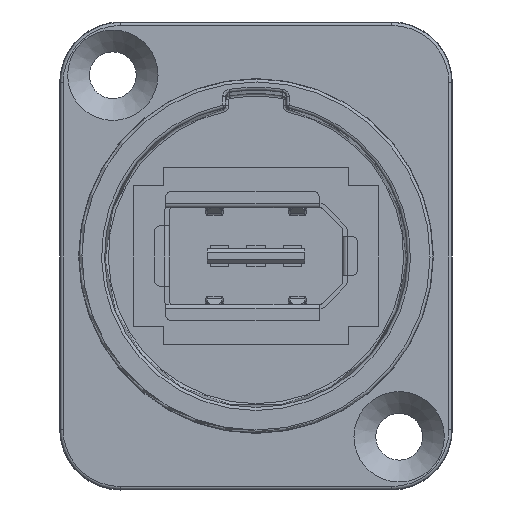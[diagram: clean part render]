
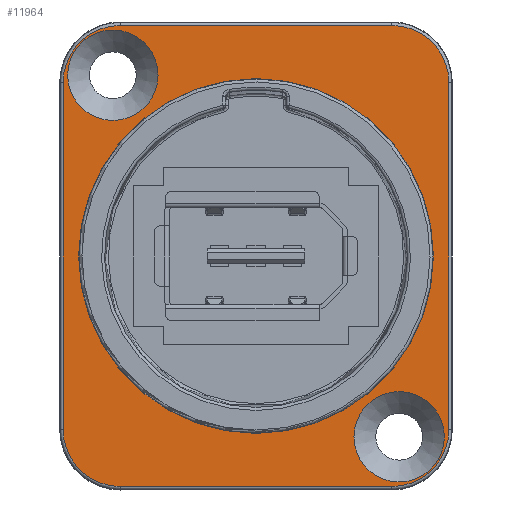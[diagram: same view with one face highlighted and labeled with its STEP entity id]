
A CAD part, front view. The second image highlights one B-rep face of the part: STEP entity #11964.
In plain terms, the highlighted planar face has unit normal (0, -1, 0).
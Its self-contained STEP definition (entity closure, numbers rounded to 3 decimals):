
#143=FACE_BOUND('',#1726,.T.);
#144=FACE_BOUND('',#1727,.T.);
#145=FACE_BOUND('',#1728,.T.);
#460=PLANE('',#12853);
#1097=FACE_OUTER_BOUND('',#1725,.T.);
#1725=EDGE_LOOP('',(#10126,#10127,#10128,#10129,#10130,#10131,#10132,#10133));
#1726=EDGE_LOOP('',(#10134));
#1727=EDGE_LOOP('',(#10135));
#1728=EDGE_LOOP('',(#10136));
#2025=CIRCLE('',#12854,3.803);
#2026=CIRCLE('',#12855,3.803);
#2027=CIRCLE('',#12856,3.803);
#2028=CIRCLE('',#12857,3.803);
#2029=CIRCLE('',#12858,3.);
#2030=CIRCLE('',#12859,3.);
#2031=CIRCLE('',#12860,11.776);
#3344=LINE('',#35327,#4416);
#3345=LINE('',#35331,#4417);
#3346=LINE('',#35335,#4418);
#3347=LINE('',#35338,#4419);
#4416=VECTOR('',#15545,23.);
#4417=VECTOR('',#15548,18.);
#4418=VECTOR('',#15551,23.);
#4419=VECTOR('',#15554,18.);
#5485=VERTEX_POINT('',#35323);
#5486=VERTEX_POINT('',#35324);
#5487=VERTEX_POINT('',#35326);
#5488=VERTEX_POINT('',#35328);
#5489=VERTEX_POINT('',#35330);
#5490=VERTEX_POINT('',#35332);
#5491=VERTEX_POINT('',#35334);
#5492=VERTEX_POINT('',#35336);
#5493=VERTEX_POINT('',#35339);
#5494=VERTEX_POINT('',#35341);
#5495=VERTEX_POINT('',#35343);
#7086=EDGE_CURVE('',#5485,#5486,#2025,.T.);
#7087=EDGE_CURVE('',#5486,#5487,#3344,.T.);
#7088=EDGE_CURVE('',#5487,#5488,#2026,.T.);
#7089=EDGE_CURVE('',#5488,#5489,#3345,.T.);
#7090=EDGE_CURVE('',#5489,#5490,#2027,.T.);
#7091=EDGE_CURVE('',#5490,#5491,#3346,.T.);
#7092=EDGE_CURVE('',#5491,#5492,#2028,.T.);
#7093=EDGE_CURVE('',#5492,#5485,#3347,.T.);
#7094=EDGE_CURVE('',#5493,#5493,#2029,.T.);
#7095=EDGE_CURVE('',#5494,#5494,#2030,.T.);
#7096=EDGE_CURVE('',#5495,#5495,#2031,.T.);
#10126=ORIENTED_EDGE('',*,*,#7086,.T.);
#10127=ORIENTED_EDGE('',*,*,#7087,.T.);
#10128=ORIENTED_EDGE('',*,*,#7088,.T.);
#10129=ORIENTED_EDGE('',*,*,#7089,.T.);
#10130=ORIENTED_EDGE('',*,*,#7090,.T.);
#10131=ORIENTED_EDGE('',*,*,#7091,.T.);
#10132=ORIENTED_EDGE('',*,*,#7092,.T.);
#10133=ORIENTED_EDGE('',*,*,#7093,.T.);
#10134=ORIENTED_EDGE('',*,*,#7094,.F.);
#10135=ORIENTED_EDGE('',*,*,#7095,.F.);
#10136=ORIENTED_EDGE('',*,*,#7096,.T.);
#11964=ADVANCED_FACE('',(#1097,#143,#144,#145),#460,.F.);
#12853=AXIS2_PLACEMENT_3D('',#35322,#15541,#15542);
#12854=AXIS2_PLACEMENT_3D('',#35325,#15543,#15544);
#12855=AXIS2_PLACEMENT_3D('',#35329,#15546,#15547);
#12856=AXIS2_PLACEMENT_3D('',#35333,#15549,#15550);
#12857=AXIS2_PLACEMENT_3D('',#35337,#15552,#15553);
#12858=AXIS2_PLACEMENT_3D('',#35340,#15555,#15556);
#12859=AXIS2_PLACEMENT_3D('',#35342,#15557,#15558);
#12860=AXIS2_PLACEMENT_3D('',#35344,#15559,#15560);
#15541=DIRECTION('center_axis',(0.,1.,0.));
#15542=DIRECTION('ref_axis',(1.,0.,0.));
#15543=DIRECTION('center_axis',(0.,-1.,0.));
#15544=DIRECTION('ref_axis',(0.,0.,1.));
#15545=DIRECTION('',(0.,0.,-1.));
#15546=DIRECTION('center_axis',(0.,-1.,0.));
#15547=DIRECTION('ref_axis',(-1.,0.,0.));
#15548=DIRECTION('',(1.,0.,0.));
#15549=DIRECTION('center_axis',(0.,-1.,0.));
#15550=DIRECTION('ref_axis',(0.,0.,-1.));
#15551=DIRECTION('',(0.,0.,1.));
#15552=DIRECTION('center_axis',(0.,-1.,0.));
#15553=DIRECTION('ref_axis',(1.,0.,0.));
#15554=DIRECTION('',(-1.,0.,0.));
#15555=DIRECTION('center_axis',(0.,-1.,0.));
#15556=DIRECTION('ref_axis',(1.,0.,0.));
#15557=DIRECTION('center_axis',(0.,-1.,0.));
#15558=DIRECTION('ref_axis',(1.,0.,0.));
#15559=DIRECTION('center_axis',(0.,1.,0.));
#15560=DIRECTION('ref_axis',(1.,0.,0.));
#35322=CARTESIAN_POINT('Origin',(0.,0.,0.));
#35323=CARTESIAN_POINT('',(-9.,0.,15.303));
#35324=CARTESIAN_POINT('',(-12.803,0.,11.5));
#35325=CARTESIAN_POINT('Origin',(-9.,0.,11.5));
#35326=CARTESIAN_POINT('',(-12.803,0.,-11.5));
#35327=CARTESIAN_POINT('',(-12.803,0.,11.5));
#35328=CARTESIAN_POINT('',(-9.,0.,-15.303));
#35329=CARTESIAN_POINT('Origin',(-9.,0.,-11.5));
#35330=CARTESIAN_POINT('',(9.,0.,-15.303));
#35331=CARTESIAN_POINT('',(-9.,0.,-15.303));
#35332=CARTESIAN_POINT('',(12.803,0.,-11.5));
#35333=CARTESIAN_POINT('Origin',(9.,0.,-11.5));
#35334=CARTESIAN_POINT('',(12.803,0.,11.5));
#35335=CARTESIAN_POINT('',(12.803,0.,-11.5));
#35336=CARTESIAN_POINT('',(9.,0.,15.303));
#35337=CARTESIAN_POINT('Origin',(9.,0.,11.5));
#35338=CARTESIAN_POINT('',(9.,0.,15.303));
#35339=CARTESIAN_POINT('',(6.5,0.,-12.));
#35340=CARTESIAN_POINT('Origin',(9.5,0.,-12.));
#35341=CARTESIAN_POINT('',(-12.5,0.,12.));
#35342=CARTESIAN_POINT('Origin',(-9.5,0.,12.));
#35343=CARTESIAN_POINT('',(-11.776,0.,0.));
#35344=CARTESIAN_POINT('Origin',(0.,0.,0.));
